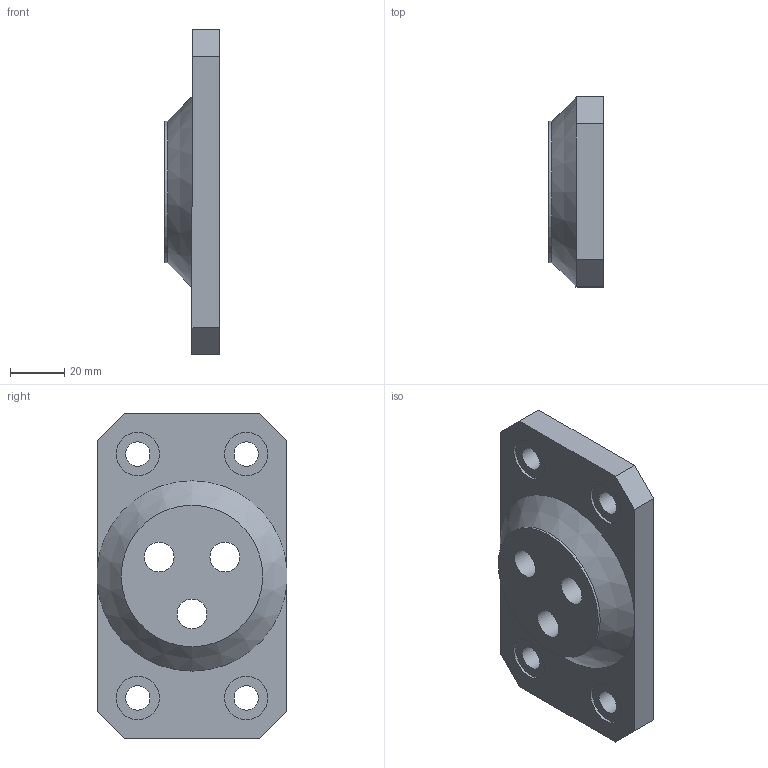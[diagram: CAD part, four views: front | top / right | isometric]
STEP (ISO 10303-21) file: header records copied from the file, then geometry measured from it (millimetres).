
FILE_DESCRIPTION(/* description */ (''),/* implementation_level */ '2;1');
FILE_NAME(/* name */ 'Mount Thrust Bearing to 80x40 Profile.step',/* time_stamp */ '2021-11-09T16:50:16+01:00',/* author */ (''),/* organization */ (''),/* preprocessor_version */ 'ST-DEVELOPER v18.1',/* originating_system */ 'Autodesk Translation Framework v10.10.0.1391',/* authorisation */ '');
FILE_SCHEMA (('AUTOMOTIVE_DESIGN { 1 0 10303 214 3 1 1 }'));
Length unit declared in the file: millimetre
Products named in the file (1): Mount Thrust Bearing to 80x40 Profile
Bounding box: 20 x 70 x 120 mm (x, y, z)
Volume: 94834.5 mm3; surface area: 23984.5 mm2
Topology: 1 solids, 1 shells, 35 faces, 77 edges, 51 vertices
Faces by surface type: plane 19, cylinder 15, cone 1
Full cylindrical faces by diameter (mm): 9 x4, 11 x3, 16 x4, 20 x3, 52.19 x1
Entity records: 1035 total; most frequent: DIRECTION 180, CARTESIAN_POINT 168, ORIENTED_EDGE 154, EDGE_CURVE 77, AXIS2_PLACEMENT_3D 69, EDGE_LOOP 56, VERTEX_POINT 51, LINE 42
